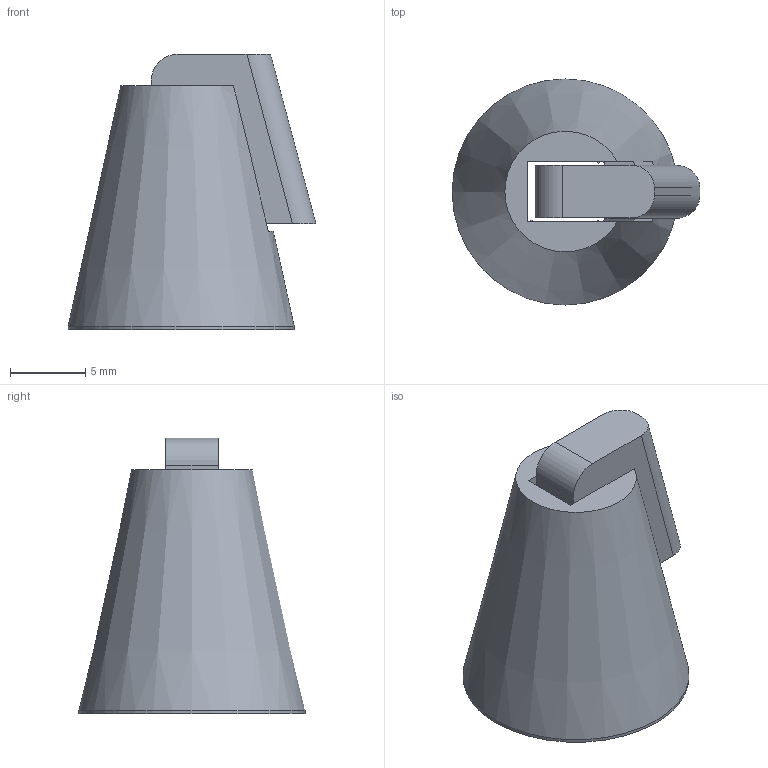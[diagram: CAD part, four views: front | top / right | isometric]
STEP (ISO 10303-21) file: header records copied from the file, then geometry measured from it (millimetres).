
FILE_DESCRIPTION(/* description */ (''),/* implementation_level */ '2;1');
FILE_NAME(/* name */ 'perilla 3 v12.step',/* time_stamp */ '2024-08-16T11:24:16-05:00',/* author */ (''),/* organization */ (''),/* preprocessor_version */ 'ST-DEVELOPER v20',/* originating_system */ 'Autodesk Translation Framework v13.14.0.145',/* authorisation */ '');
FILE_SCHEMA (('AUTOMOTIVE_DESIGN { 1 0 10303 214 3 1 1 }'));
Length unit declared in the file: millimetre
Products named in the file (1): perilla
Bounding box: 16.43 x 15 x 18.3 mm (x, y, z)
Volume: 1117.4 mm3; surface area: 1428 mm2
Topology: 2 solids, 2 shells, 96 faces, 276 edges, 184 vertices
Faces by surface type: plane 85, cylinder 8, cone 3
Full cylindrical faces by diameter (mm): 6.6 x1, 12.28 x1, 15 x1
Entity records: 3122 total; most frequent: CARTESIAN_POINT 715, ORIENTED_EDGE 552, DIRECTION 448, EDGE_CURVE 276, VERTEX_POINT 184, LINE 150, VECTOR 150, AXIS2_PLACEMENT_3D 149
